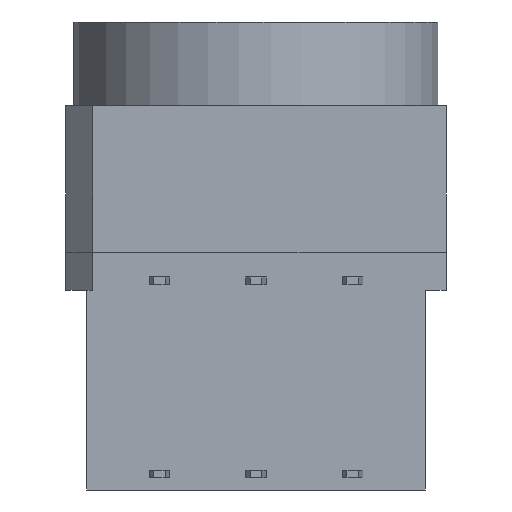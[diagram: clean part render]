
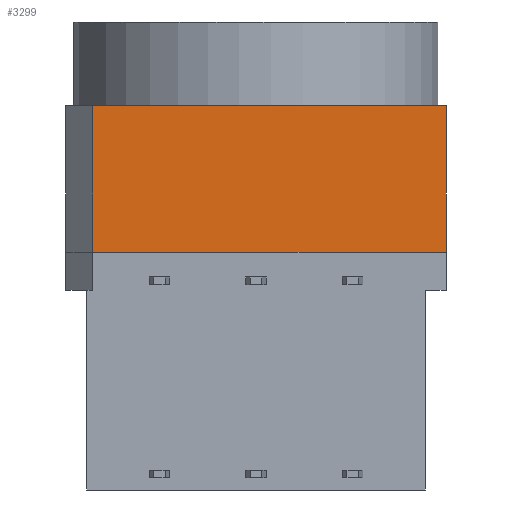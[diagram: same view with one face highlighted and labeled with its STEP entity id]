
A CAD part, left-side view. The second image highlights one B-rep face of the part: STEP entity #3299.
In plain terms, the highlighted planar face has unit normal (-1, 0, 0).
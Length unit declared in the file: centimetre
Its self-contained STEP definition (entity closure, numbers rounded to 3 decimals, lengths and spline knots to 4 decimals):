
#205=LINE('',#4301,#579);
#227=LINE('',#4351,#601);
#228=LINE('',#4352,#602);
#229=LINE('',#4353,#603);
#579=VECTOR('',#3649,1.);
#601=VECTOR('',#3691,1.);
#602=VECTOR('',#3692,1.);
#603=VECTOR('',#3693,1.);
#964=FACE_OUTER_BOUND('',#1154,.T.);
#1154=EDGE_LOOP('',(#2211,#2212,#2213,#2214));
#1361=VERTEX_POINT('',#4298);
#1362=VERTEX_POINT('',#4300);
#1379=VERTEX_POINT('',#4349);
#1380=VERTEX_POINT('',#4350);
#1687=EDGE_CURVE('',#1361,#1362,#205,.T.);
#1711=EDGE_CURVE('',#1379,#1380,#227,.T.);
#1712=EDGE_CURVE('',#1380,#1362,#228,.T.);
#1713=EDGE_CURVE('',#1361,#1379,#229,.T.);
#2211=ORIENTED_EDGE('',*,*,#1711,.T.);
#2212=ORIENTED_EDGE('',*,*,#1712,.T.);
#2213=ORIENTED_EDGE('',*,*,#1687,.F.);
#2214=ORIENTED_EDGE('',*,*,#1713,.T.);
#3165=PLANE('',#3509);
#3299=ADVANCED_FACE('',(#964),#3165,.T.);
#3509=AXIS2_PLACEMENT_3D('',#4348,#3689,#3690);
#3649=DIRECTION('',(0.,0.,-1.));
#3689=DIRECTION('center_axis',(-1.,0.,0.));
#3690=DIRECTION('ref_axis',(0.,0.,
1.));
#3691=DIRECTION('',(0.,0.,-1.));
#3692=DIRECTION('',(0.,-1.,0.));
#3693=DIRECTION('',(0.,1.,0.));
#4298=CARTESIAN_POINT('',(-0.5,-0.5,0.1925));
#4300=CARTESIAN_POINT('',(-0.5,-0.5,-0.1925));
#4301=CARTESIAN_POINT('',(-0.5,-0.5,0.));
#4348=CARTESIAN_POINT('Origin',(-0.5,-0.5,0.));
#4349=CARTESIAN_POINT('',(-0.5,0.4293,0.1925));
#4350=CARTESIAN_POINT('',(-0.5,0.4293,-0.1925));
#4351=CARTESIAN_POINT('',(-0.5,0.4293,0.0963));
#4352=CARTESIAN_POINT('',(-0.5,0.5,-0.1925));
#4353=CARTESIAN_POINT('',(-0.5,0.5,0.1925));
